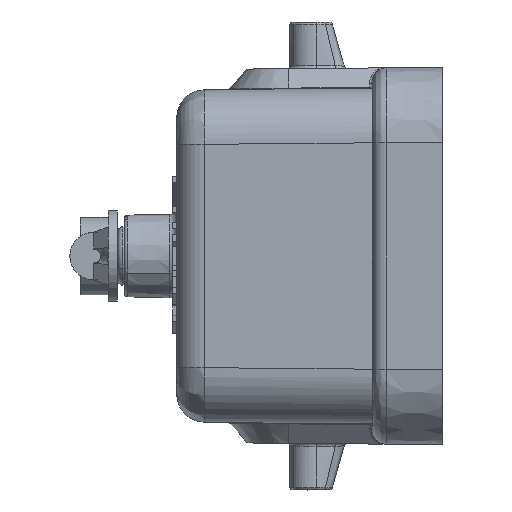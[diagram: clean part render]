
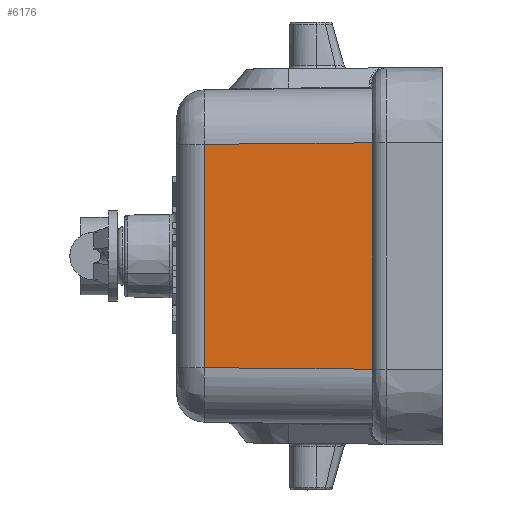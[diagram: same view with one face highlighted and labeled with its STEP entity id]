
A CAD part, left-side view. The second image highlights one B-rep face of the part: STEP entity #6176.
In plain terms, the highlighted planar face has unit normal (-1, 0.009, 0).
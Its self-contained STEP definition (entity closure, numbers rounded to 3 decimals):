
#304=DIRECTION('',(0.,0.,1.));
#305=VECTOR('',#304,15.99);
#306=CARTESIAN_POINT('',(-11.895,12.017,-7.995));
#307=LINE('',#306,#305);
#416=DIRECTION('',(0.009,1.,-0.009));
#417=VECTOR('',#416,12.018);
#418=CARTESIAN_POINT('',(-12.,0.,
8.1));
#419=LINE('',#418,#417);
#420=DIRECTION('',(-0.009,-1.,-0.009));
#421=VECTOR('',#420,12.018);
#422=CARTESIAN_POINT('',(-11.895,12.017,-7.995));
#423=LINE('',#422,#421);
#995=DIRECTION('',(0.,0.,-1.));
#996=VECTOR('',#995,16.2);
#997=CARTESIAN_POINT('',(-12.,0.,
8.1));
#998=LINE('',#997,#996);
#4762=CARTESIAN_POINT('',(-11.895,12.017,
-7.995));
#4763=CARTESIAN_POINT('',(-11.895,12.017,7.995));
#4764=VERTEX_POINT('',#4762);
#4765=VERTEX_POINT('',#4763);
#4898=CARTESIAN_POINT('',(-12.,0.,
8.1));
#4899=VERTEX_POINT('',#4898);
#4900=CARTESIAN_POINT('',(-12.,0.,
-8.1));
#4901=VERTEX_POINT('',#4900);
#6163=CARTESIAN_POINT('',(-12.,0.,-13.448));
#6164=DIRECTION('',(-1.,0.009,0.));
#6165=DIRECTION('',(-0.009,-1.,0.));
#6166=AXIS2_PLACEMENT_3D('',#6163,#6164,#6165);
#6167=PLANE('',#6166);
#6169=ORIENTED_EDGE('',*,*,#6168,.F.);
#6171=ORIENTED_EDGE('',*,*,#6170,.T.);
#6172=ORIENTED_EDGE('',*,*,#6155,.F.);
#6173=ORIENTED_EDGE('',*,*,#5938,.T.);
#6174=EDGE_LOOP('',(#6169,#6171,#6172,#6173));
#6175=FACE_OUTER_BOUND('',#6174,.F.);
#6176=ADVANCED_FACE('',(#6175),#6167,.T.);
#5938=EDGE_CURVE('',#4764,#4765,#307,.T.);
#6155=EDGE_CURVE('',#4764,#4901,#423,.T.);
#6168=EDGE_CURVE('',#4899,#4765,#419,.T.);
#6170=EDGE_CURVE('',#4899,#4901,#998,.T.);
